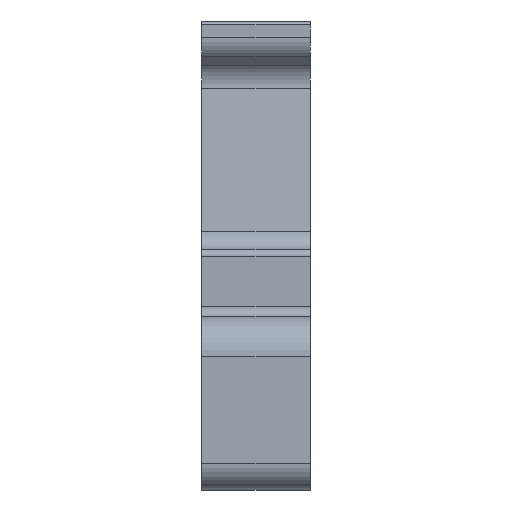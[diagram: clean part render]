
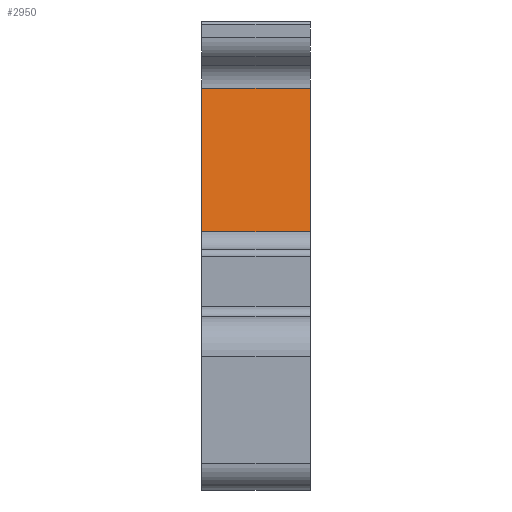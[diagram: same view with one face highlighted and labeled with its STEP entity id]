
A CAD part, left-side view. The second image highlights one B-rep face of the part: STEP entity #2950.
In plain terms, the highlighted planar face has unit normal (-0.991, 0, 0.131).
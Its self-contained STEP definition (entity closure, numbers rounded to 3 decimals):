
#141=LINE('',#8045,#385);
#176=LINE('',#8160,#420);
#177=LINE('',#8161,#421);
#178=LINE('',#8162,#422);
#385=VECTOR('',#3870,10.834);
#420=VECTOR('',#3969,10.834);
#421=VECTOR('',#3970,8.1);
#422=VECTOR('',#3971,8.1);
#660=PLANE('',#3246);
#805=FACE_OUTER_BOUND('',#993,.T.);
#993=EDGE_LOOP('',(#2519,#2520,#2521,#2522));
#1437=VERTEX_POINT('',#8042);
#1438=VERTEX_POINT('',#8044);
#1485=VERTEX_POINT('',#8158);
#1486=VERTEX_POINT('',#8159);
#1804=EDGE_CURVE('',#1437,#1438,#141,.T.);
#1861=EDGE_CURVE('',#1485,#1486,#176,.T.);
#1862=EDGE_CURVE('',#1438,#1486,#177,.T.);
#1863=EDGE_CURVE('',#1437,#1485,#178,.T.);
#2519=ORIENTED_EDGE('',*,*,#1861,.T.);
#2520=ORIENTED_EDGE('',*,*,#1862,.F.);
#2521=ORIENTED_EDGE('',*,*,#1804,.F.);
#2522=ORIENTED_EDGE('',*,*,#1863,.T.);
#2950=ADVANCED_FACE('',(#805),#660,.T.);
#3246=AXIS2_PLACEMENT_3D('',#8157,#3967,#3968);
#3870=DIRECTION('',(0.131,0.,0.991));
#3967=DIRECTION('center_axis',(-0.991,0.,0.131));
#3968=DIRECTION('ref_axis',(0.,-1.,0.));
#3969=DIRECTION('',(0.131,0.,0.991));
#3970=DIRECTION('',(0.,-1.,0.));
#3971=DIRECTION('',(0.,-1.,0.));
#8042=CARTESIAN_POINT('',(-9.566,4.05,1.804));
#8044=CARTESIAN_POINT('',(-8.152,4.05,12.546));
#8045=CARTESIAN_POINT('',(-9.566,4.05,1.804));
#8157=CARTESIAN_POINT('Origin',(-9.566,4.05,1.804));
#8158=CARTESIAN_POINT('',(-9.566,-4.05,1.804));
#8159=CARTESIAN_POINT('',(-8.152,-4.05,12.546));
#8160=CARTESIAN_POINT('',(-9.566,-4.05,1.804));
#8161=CARTESIAN_POINT('',(-8.152,4.05,12.546));
#8162=CARTESIAN_POINT('',(-9.566,4.05,1.804));
